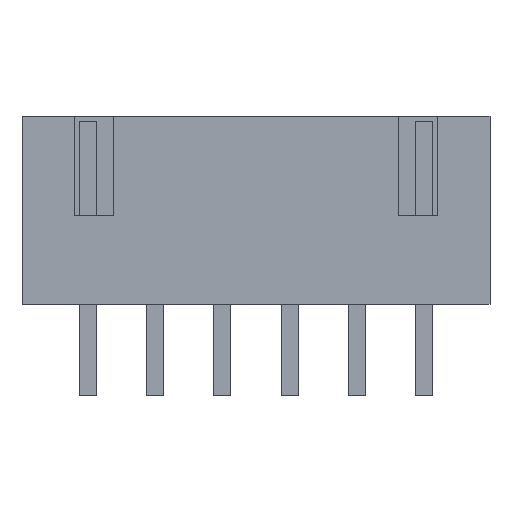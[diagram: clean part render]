
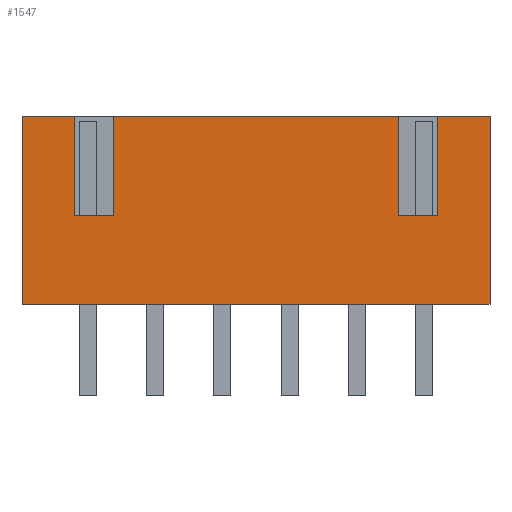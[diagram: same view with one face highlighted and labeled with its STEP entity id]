
A CAD part, front view. The second image highlights one B-rep face of the part: STEP entity #1547.
In plain terms, the highlighted planar face has unit normal (0, -1, 0).
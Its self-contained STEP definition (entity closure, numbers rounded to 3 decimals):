
#32=FACE_OUTER_BOUND('',#122,.T.);
#122=EDGE_LOOP('',(#1024,#1025,#1026,#1027,#1028,#1029,#1030,#1031,#1032,
#1033,#1034,#1035));
#216=LINE('',#2127,#426);
#242=LINE('',#2181,#452);
#243=LINE('',#2183,#453);
#244=LINE('',#2185,#454);
#245=LINE('',#2187,#455);
#246=LINE('',#2189,#456);
#247=LINE('',#2191,#457);
#248=LINE('',#2193,#458);
#249=LINE('',#2195,#459);
#250=LINE('',#2197,#460);
#251=LINE('',#2198,#461);
#252=LINE('',#2199,#462);
#426=VECTOR('',#1741,1000.);
#452=VECTOR('',#1775,1000.);
#453=VECTOR('',#1776,1000.);
#454=VECTOR('',#1777,1000.);
#455=VECTOR('',#1778,1000.);
#456=VECTOR('',#1779,1000.);
#457=VECTOR('',#1780,1000.);
#458=VECTOR('',#1781,1000.);
#459=VECTOR('',#1782,1000.);
#460=VECTOR('',#1783,1000.);
#461=VECTOR('',#1784,1000.);
#462=VECTOR('',#1785,1000.);
#632=VERTEX_POINT('',#2120);
#635=VERTEX_POINT('',#2125);
#658=VERTEX_POINT('',#2179);
#659=VERTEX_POINT('',#2180);
#660=VERTEX_POINT('',#2182);
#661=VERTEX_POINT('',#2184);
#662=VERTEX_POINT('',#2186);
#663=VERTEX_POINT('',#2188);
#664=VERTEX_POINT('',#2190);
#665=VERTEX_POINT('',#2192);
#666=VERTEX_POINT('',#2194);
#667=VERTEX_POINT('',#2196);
#776=EDGE_CURVE('',#635,#632,#216,.T.);
#802=EDGE_CURVE('',#658,#659,#242,.T.);
#803=EDGE_CURVE('',#660,#659,#243,.T.);
#804=EDGE_CURVE('',#661,#660,#244,.T.);
#805=EDGE_CURVE('',#662,#661,#245,.T.);
#806=EDGE_CURVE('',#662,#663,#246,.T.);
#807=EDGE_CURVE('',#664,#663,#247,.T.);
#808=EDGE_CURVE('',#665,#664,#248,.T.);
#809=EDGE_CURVE('',#666,#665,#249,.T.);
#810=EDGE_CURVE('',#666,#667,#250,.T.);
#811=EDGE_CURVE('',#667,#632,#251,.T.);
#812=EDGE_CURVE('',#658,#635,#252,.T.);
#1024=ORIENTED_EDGE('',*,*,#802,.T.);
#1025=ORIENTED_EDGE('',*,*,#803,.F.);
#1026=ORIENTED_EDGE('',*,*,#804,.F.);
#1027=ORIENTED_EDGE('',*,*,#805,.F.);
#1028=ORIENTED_EDGE('',*,*,#806,.T.);
#1029=ORIENTED_EDGE('',*,*,#807,.F.);
#1030=ORIENTED_EDGE('',*,*,#808,.F.);
#1031=ORIENTED_EDGE('',*,*,#809,.F.);
#1032=ORIENTED_EDGE('',*,*,#810,.T.);
#1033=ORIENTED_EDGE('',*,*,#811,.T.);
#1034=ORIENTED_EDGE('',*,*,#776,.F.);
#1035=ORIENTED_EDGE('',*,*,#812,.F.);
#1402=PLANE('',#1645);
#1547=ADVANCED_FACE('',(#32),#1402,.F.);
#1645=AXIS2_PLACEMENT_3D('',#2178,#1773,#1774);
#1741=DIRECTION('',(-1.,0.,0.));
#1773=DIRECTION('center_axis',(0.,1.,0.));
#1774=DIRECTION('ref_axis',(-1.,0.,0.));
#1775=DIRECTION('',(-1.,0.,0.));
#1776=DIRECTION('',(0.,0.,1.));
#1777=DIRECTION('',(1.,0.,0.));
#1778=DIRECTION('',(0.,0.,-1.));
#1779=DIRECTION('',(-1.,0.,0.));
#1780=DIRECTION('',(0.,0.,1.));
#1781=DIRECTION('',(1.,0.,0.));
#1782=DIRECTION('',(0.,0.,-1.));
#1783=DIRECTION('',(-1.,0.,0.));
#1784=DIRECTION('',(0.,0.,-1.));
#1785=DIRECTION('',(0.,0.,-1.));
#2120=CARTESIAN_POINT('',(-8.7,-2.875,0.));
#2125=CARTESIAN_POINT('',(8.7,-2.875,0.));
#2127=CARTESIAN_POINT('',(8.7,-2.875,0.));
#2178=CARTESIAN_POINT('Origin',(8.7,-2.875,0.));
#2179=CARTESIAN_POINT('',(8.7,-2.875,7.));
#2180=CARTESIAN_POINT('',(6.75,-2.875,7.));
#2181=CARTESIAN_POINT('',(8.7,-2.875,7.));
#2182=CARTESIAN_POINT('',(6.75,-2.875,3.3));
#2183=CARTESIAN_POINT('',(6.75,-2.875,7.));
#2184=CARTESIAN_POINT('',(5.3,-2.875,3.3));
#2185=CARTESIAN_POINT('',(6.75,-2.875,3.3));
#2186=CARTESIAN_POINT('',(5.3,-2.875,7.));
#2187=CARTESIAN_POINT('',(5.3,-2.875,7.));
#2188=CARTESIAN_POINT('',(-5.3,-2.875,7.));
#2189=CARTESIAN_POINT('',(8.7,-2.875,7.));
#2190=CARTESIAN_POINT('',(-5.3,-2.875,3.3));
#2191=CARTESIAN_POINT('',(-5.3,-2.875,7.));
#2192=CARTESIAN_POINT('',(-6.75,-2.875,3.3));
#2193=CARTESIAN_POINT('',(-6.75,-2.875,3.3));
#2194=CARTESIAN_POINT('',(-6.75,-2.875,7.));
#2195=CARTESIAN_POINT('',(-6.75,-2.875,7.));
#2196=CARTESIAN_POINT('',(-8.7,-2.875,7.));
#2197=CARTESIAN_POINT('',(8.7,-2.875,7.));
#2198=CARTESIAN_POINT('',(-8.7,-2.875,0.));
#2199=CARTESIAN_POINT('',(8.7,-2.875,0.));
